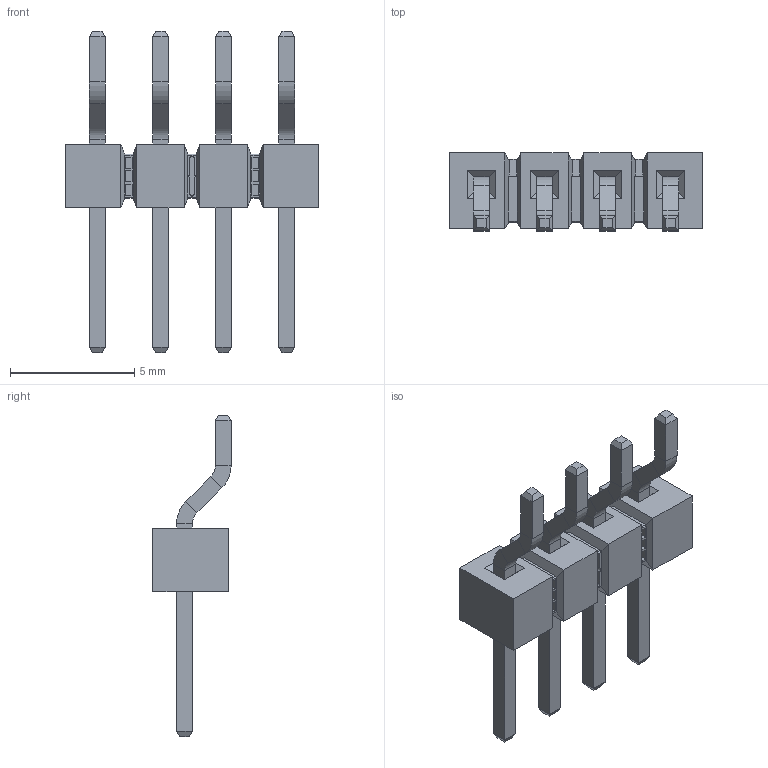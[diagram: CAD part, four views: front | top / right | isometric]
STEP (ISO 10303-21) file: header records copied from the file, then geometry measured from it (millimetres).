
FILE_DESCRIPTION (( 'STEP AP214' ), '1' );
FILE_NAME ('TSM-104-01-L-SH.STEP', '2020-08-30T01:01:13', ( '' ), ( '' ), 'SwSTEP 2.0', 'SolidWorks 2017', '' );
FILE_SCHEMA (( 'AUTOMOTIVE_DESIGN' ));
Length unit declared in the file: inch
Products named in the file (1): TSM-104-01-L-SH
Bounding box: 10.16 x 3.15 x 12.95 mm (x, y, z)
Volume: 89.1 mm3; surface area: 315.1 mm2
Topology: 9 solids, 9 shells, 301 faces, 676 edges, 400 vertices
Faces by surface type: plane 280, cylinder 21
Entity records: 11573 total; most frequent: CARTESIAN_POINT 1378, ORIENTED_EDGE 1352, DIRECTION 1322, EDGE_CURVE 676, VECTOR 634, LINE 634, VERTEX_POINT 400, AXIS2_PLACEMENT_3D 344
